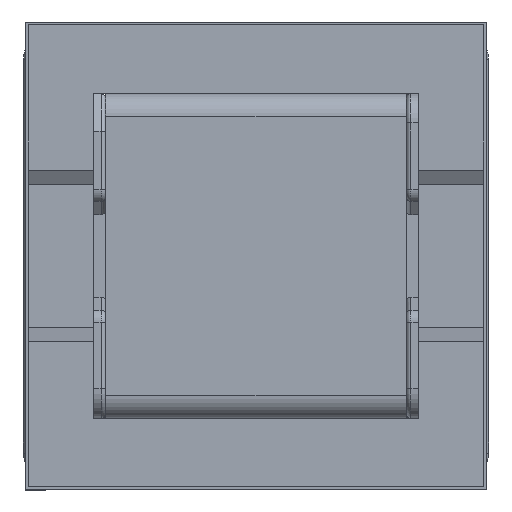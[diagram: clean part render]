
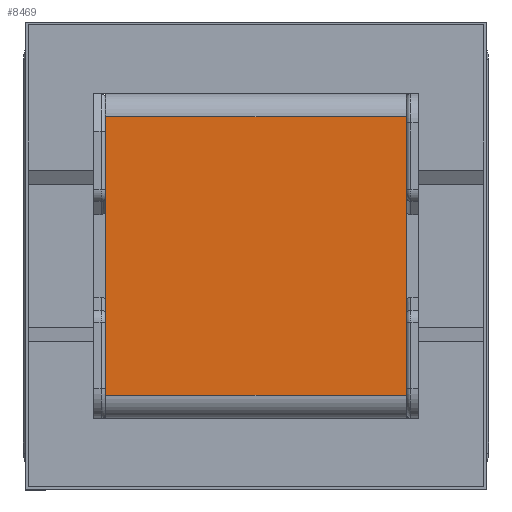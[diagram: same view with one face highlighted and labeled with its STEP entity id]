
A CAD part, top view. The second image highlights one B-rep face of the part: STEP entity #8469.
In plain terms, the highlighted face is planar.
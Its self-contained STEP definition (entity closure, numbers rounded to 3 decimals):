
#1964=ORIENTED_EDGE('',*,*,#2943,.F.);
#1965=ORIENTED_EDGE('',*,*,#2976,.F.);
#1966=ORIENTED_EDGE('',*,*,#2956,.T.);
#1967=ORIENTED_EDGE('',*,*,#2977,.T.);
#2943=EDGE_CURVE('',#3534,#3535,#4060,.T.);
#2956=EDGE_CURVE('',#3543,#3542,#4069,.T.);
#2976=EDGE_CURVE('',#3543,#3534,#4087,.T.);
#2977=EDGE_CURVE('',#3542,#3535,#4088,.T.);
#3534=VERTEX_POINT('',#12615);
#3535=VERTEX_POINT('',#12617);
#3542=VERTEX_POINT('',#12638);
#3543=VERTEX_POINT('',#12640);
#4060=LINE('',#12616,#4647);
#4069=LINE('',#12639,#4656);
#4087=LINE('',#12676,#4674);
#4088=LINE('',#12678,#4675);
#4647=VECTOR('',#10603,1000.);
#4656=VECTOR('',#10624,1000.);
#4674=VECTOR('',#10670,1000.);
#4675=VECTOR('',#10673,1000.);
#5115=EDGE_LOOP('',(#1964,#1965,#1966,#1967));
#5477=FACE_BOUND('',#5115,.T.);
#5667=PLANE('',#9069);
#8469=ADVANCED_FACE('',(#5477),#5667,.T.);
#9069=AXIS2_PLACEMENT_3D('',#12677,#10671,#10672);
#10603=DIRECTION('',(0.,0.,-1.));
#10624=DIRECTION('',(0.,0.,-1.));
#10670=DIRECTION('',(-1.,0.,0.));
#10671=DIRECTION('',(0.,1.,0.));
#10672=DIRECTION('',(-1.,0.,0.));
#10673=DIRECTION('',(-1.,0.,0.));
#12615=CARTESIAN_POINT('',(-21.371,20.207,-10.362));
#12616=CARTESIAN_POINT('',(-21.371,20.207,-25.822));
#12617=CARTESIAN_POINT('',(-21.371,20.207,-25.822));
#12638=CARTESIAN_POINT('',(-4.671,20.207,-25.822));
#12639=CARTESIAN_POINT('',(-4.671,20.207,-25.822));
#12640=CARTESIAN_POINT('',(-4.671,20.207,-10.362));
#12676=CARTESIAN_POINT('',(-4.671,20.207,-10.362));
#12677=CARTESIAN_POINT('',(-4.671,20.207,-25.822));
#12678=CARTESIAN_POINT('',(-4.671,20.207,-25.822));
